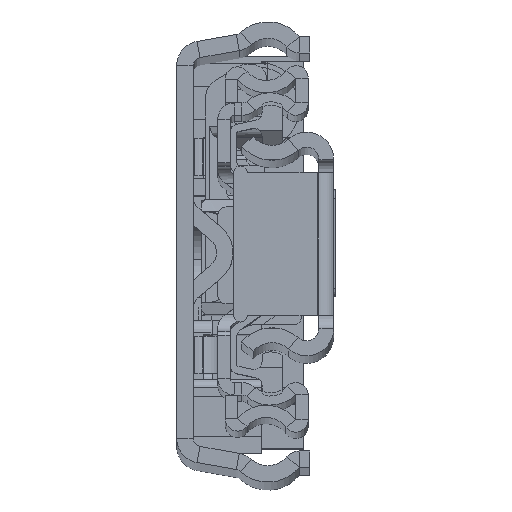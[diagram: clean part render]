
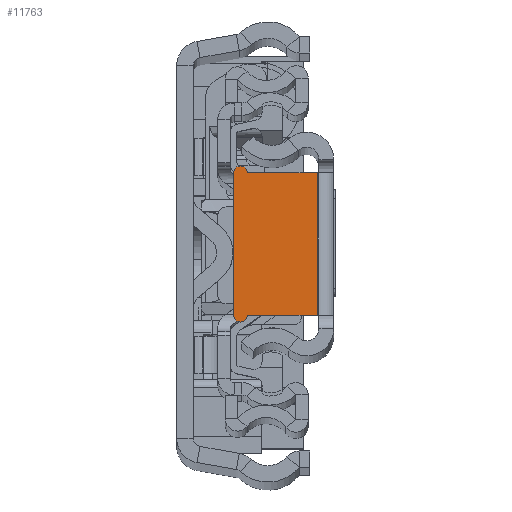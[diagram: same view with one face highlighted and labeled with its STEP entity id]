
A CAD part, top view. The second image highlights one B-rep face of the part: STEP entity #11763.
In plain terms, the highlighted planar face has unit normal (0, 0, 1).
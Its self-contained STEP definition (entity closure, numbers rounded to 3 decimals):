
#549 = DIRECTION ( 'NONE',  ( -1., 0., 0. ) ) ;
#790 = CARTESIAN_POINT ( 'NONE',  ( -12.2, -8.65, 0. ) ) ;
#813 = ORIENTED_EDGE ( 'NONE', *, *, #30450, .F. ) ;
#1496 = LINE ( 'NONE', #35191, #12868 ) ;
#4344 = DIRECTION ( 'NONE',  ( 1., 0., 0. ) ) ;
#4576 = DIRECTION ( 'NONE',  ( 0., 1., 0. ) ) ;
#5671 = VERTEX_POINT ( 'NONE', #14570 ) ;
#6957 = DIRECTION ( 'NONE',  ( 0., 0., 1. ) ) ;
#10226 = EDGE_CURVE ( 'NONE', #27985, #12471, #11621, .T. ) ;
#11621 = CIRCLE ( 'NONE', #13251, 0.85 ) ;
#11763 = ADVANCED_FACE ( 'NONE', ( #15621 ), #42726, .T. ) ;
#12169 = CARTESIAN_POINT ( 'NONE',  ( -1.8, 8.65, 0. ) ) ;
#12418 = LINE ( 'NONE', #12169, #34521 ) ;
#12471 = VERTEX_POINT ( 'NONE', #45148 ) ;
#12727 = EDGE_CURVE ( 'NONE', #5671, #25412, #21524, .T. ) ;
#12868 = VECTOR ( 'NONE', #4576, 1000. ) ;
#13251 = AXIS2_PLACEMENT_3D ( 'NONE', #22355, #33720, #33965 ) ;
#14570 = CARTESIAN_POINT ( 'NONE',  ( -10.5, 8.65, 0. ) ) ;
#15621 = FACE_OUTER_BOUND ( 'NONE', #29205, .T. ) ;
#17141 = CARTESIAN_POINT ( 'NONE',  ( -12.2, -8.65, 0. ) ) ;
#17146 = EDGE_CURVE ( 'NONE', #27985, #25412, #1496, .T. ) ;
#19911 = CARTESIAN_POINT ( 'NONE',  ( 0., 0., 0. ) ) ;
#21524 = CIRCLE ( 'NONE', #49002, 0.85 ) ;
#21757 = ORIENTED_EDGE ( 'NONE', *, *, #23936, .F. ) ;
#22355 = CARTESIAN_POINT ( 'NONE',  ( -11.35, -8.65, 0. ) ) ;
#23936 = EDGE_CURVE ( 'NONE', #5671, #29430, #12418, .T. ) ;
#24148 = ORIENTED_EDGE ( 'NONE', *, *, #17146, .F. ) ;
#24406 = CARTESIAN_POINT ( 'NONE',  ( -2., -8.65, 0. ) ) ;
#25019 = AXIS2_PLACEMENT_3D ( 'NONE', #19911, #50053, #35099 ) ;
#25412 = VERTEX_POINT ( 'NONE', #28364 ) ;
#25832 = LINE ( 'NONE', #37234, #27874 ) ;
#26571 = ORIENTED_EDGE ( 'NONE', *, *, #10226, .T. ) ;
#27874 = VECTOR ( 'NONE', #29637, 1000. ) ;
#27985 = VERTEX_POINT ( 'NONE', #17141 ) ;
#28364 = CARTESIAN_POINT ( 'NONE',  ( -12.2, 8.65, 0. ) ) ;
#29205 = EDGE_LOOP ( 'NONE', ( #24148, #26571, #813, #34617, #21757, #30838 ) ) ;
#29430 = VERTEX_POINT ( 'NONE', #46760 ) ;
#29637 = DIRECTION ( 'NONE',  ( 0., 1., 0. ) ) ;
#30194 = VERTEX_POINT ( 'NONE', #24406 ) ;
#30450 = EDGE_CURVE ( 'NONE', #30194, #12471, #35493, .T. ) ;
#30838 = ORIENTED_EDGE ( 'NONE', *, *, #12727, .T. ) ;
#32930 = VECTOR ( 'NONE', #549, 1000. ) ;
#33720 = DIRECTION ( 'NONE',  ( 0., 0., 1. ) ) ;
#33965 = DIRECTION ( 'NONE',  ( -1., 0., 0. ) ) ;
#34267 = DIRECTION ( 'NONE',  ( 1., 0., 0. ) ) ;
#34521 = VECTOR ( 'NONE', #4344, 1000. ) ;
#34617 = ORIENTED_EDGE ( 'NONE', *, *, #48635, .T. ) ;
#35099 = DIRECTION ( 'NONE',  ( 1., 0., 0. ) ) ;
#35191 = CARTESIAN_POINT ( 'NONE',  ( -12.2, 8.65, 0. ) ) ;
#35493 = LINE ( 'NONE', #790, #32930 ) ;
#37234 = CARTESIAN_POINT ( 'NONE',  ( -2., 0., 0. ) ) ;
#42151 = CARTESIAN_POINT ( 'NONE',  ( -11.35, 8.65, 0. ) ) ;
#42726 = PLANE ( 'NONE',  #25019 ) ;
#45148 = CARTESIAN_POINT ( 'NONE',  ( -10.5, -8.65, 0. ) ) ;
#46760 = CARTESIAN_POINT ( 'NONE',  ( -2., 8.65, 0. ) ) ;
#48635 = EDGE_CURVE ( 'NONE', #30194, #29430, #25832, .T. ) ;
#49002 = AXIS2_PLACEMENT_3D ( 'NONE', #42151, #6957, #34267 ) ;
#50053 = DIRECTION ( 'NONE',  ( 0., 0., 1. ) ) ;
